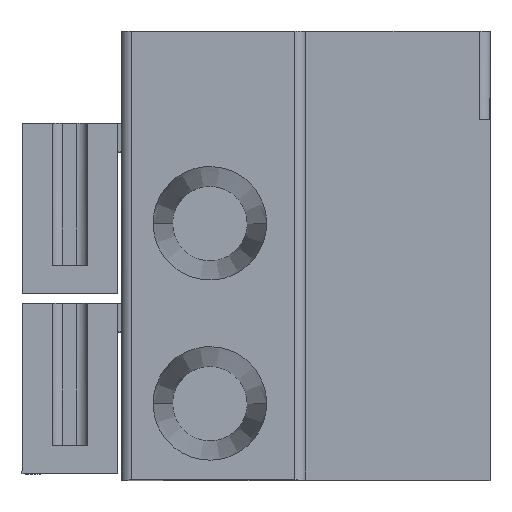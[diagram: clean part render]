
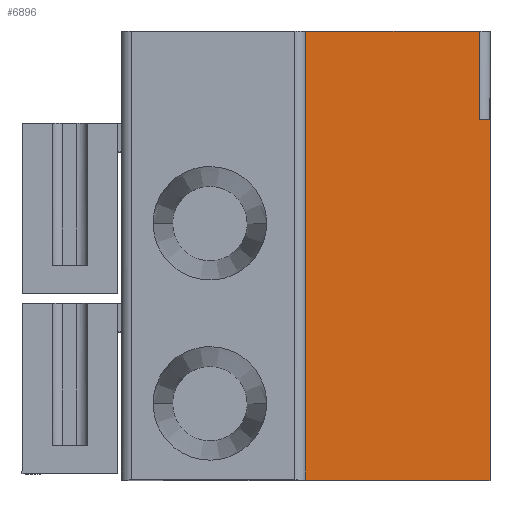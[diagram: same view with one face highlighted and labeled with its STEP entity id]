
A CAD part, top view. The second image highlights one B-rep face of the part: STEP entity #6896.
In plain terms, the highlighted planar face has unit normal (0, 0, 1).
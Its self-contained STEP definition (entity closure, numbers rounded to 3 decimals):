
#140 = CARTESIAN_POINT ( 'NONE',  ( 5.2, 5., 6.8 ) ) ;
#489 = ORIENTED_EDGE ( 'NONE', *, *, #4249, .T. ) ;
#553 = PLANE ( 'NONE',  #5228 ) ;
#664 = EDGE_LOOP ( 'NONE', ( #7300, #5533, #5449, #489, #2751, #7191 ) ) ;
#869 = DIRECTION ( 'NONE',  ( 0., -1., 0. ) ) ;
#885 = LINE ( 'NONE', #5149, #1570 ) ;
#1166 = VECTOR ( 'NONE', #3257, 1000. ) ;
#1557 = VECTOR ( 'NONE', #6234, 1000. ) ;
#1570 = VECTOR ( 'NONE', #7682, 1000. ) ;
#1729 = VERTEX_POINT ( 'NONE', #140 ) ;
#1745 = DIRECTION ( 'NONE',  ( 0., 0., 1. ) ) ;
#2095 = VECTOR ( 'NONE', #869, 1000. ) ;
#2170 = CARTESIAN_POINT ( 'NONE',  ( 4.9, 7.5, 6.8 ) ) ;
#2405 = EDGE_CURVE ( 'NONE', #1729, #4824, #5453, .T. ) ;
#2446 = VERTEX_POINT ( 'NONE', #7200 ) ;
#2646 = EDGE_CURVE ( 'NONE', #1729, #3585, #3071, .T. ) ;
#2751 = ORIENTED_EDGE ( 'NONE', *, *, #6576, .T. ) ;
#2824 = CARTESIAN_POINT ( 'NONE',  ( 0., -5.16, 6.8 ) ) ;
#3071 = LINE ( 'NONE', #5574, #3971 ) ;
#3122 = VECTOR ( 'NONE', #7351, 1000. ) ;
#3257 = DIRECTION ( 'NONE',  ( -1., 0., 0. ) ) ;
#3585 = VERTEX_POINT ( 'NONE', #5059 ) ;
#3688 = DIRECTION ( 'NONE',  ( -1., 0., 0. ) ) ;
#3943 = VERTEX_POINT ( 'NONE', #2170 ) ;
#3971 = VECTOR ( 'NONE', #3688, 1000. ) ;
#3996 = LINE ( 'NONE', #6207, #1557 ) ;
#4249 = EDGE_CURVE ( 'NONE', #3585, #3943, #885, .T. ) ;
#4262 = DIRECTION ( 'NONE',  ( 1., 0., 0. ) ) ;
#4799 = EDGE_CURVE ( 'NONE', #7534, #2446, #3996, .T. ) ;
#4824 = VERTEX_POINT ( 'NONE', #6688 ) ;
#4878 = FACE_OUTER_BOUND ( 'NONE', #664, .T. ) ;
#5059 = CARTESIAN_POINT ( 'NONE',  ( 4.9, 5., 6.8 ) ) ;
#5149 = CARTESIAN_POINT ( 'NONE',  ( 4.9, 0., 6.8 ) ) ;
#5228 = AXIS2_PLACEMENT_3D ( 'NONE', #5572, #1745, #4262 ) ;
#5250 = CARTESIAN_POINT ( 'NONE',  ( 0., 7.5, 6.8 ) ) ;
#5297 = LINE ( 'NONE', #5250, #1166 ) ;
#5449 = ORIENTED_EDGE ( 'NONE', *, *, #2646, .T. ) ;
#5453 = LINE ( 'NONE', #6523, #2095 ) ;
#5533 = ORIENTED_EDGE ( 'NONE', *, *, #2405, .F. ) ;
#5572 = CARTESIAN_POINT ( 'NONE',  ( 0., 0., 6.8 ) ) ;
#5574 = CARTESIAN_POINT ( 'NONE',  ( 0., 5., 6.8 ) ) ;
#6101 = LINE ( 'NONE', #2824, #3122 ) ;
#6207 = CARTESIAN_POINT ( 'NONE',  ( 0., 0., 6.8 ) ) ;
#6230 = EDGE_CURVE ( 'NONE', #2446, #4824, #6101, .T. ) ;
#6234 = DIRECTION ( 'NONE',  ( 0., -1., 0. ) ) ;
#6523 = CARTESIAN_POINT ( 'NONE',  ( 5.2, 0., 6.8 ) ) ;
#6576 = EDGE_CURVE ( 'NONE', #3943, #7534, #5297, .T. ) ;
#6688 = CARTESIAN_POINT ( 'NONE',  ( 5.2, -5.16, 6.8 ) ) ;
#6774 = CARTESIAN_POINT ( 'NONE',  ( 0., 7.5, 6.8 ) ) ;
#6896 = ADVANCED_FACE ( '3585', ( #4878 ), #553, .T. ) ;
#7191 = ORIENTED_EDGE ( 'NONE', *, *, #4799, .T. ) ;
#7200 = CARTESIAN_POINT ( 'NONE',  ( 0., -5.16, 6.8 ) ) ;
#7300 = ORIENTED_EDGE ( 'NONE', *, *, #6230, .T. ) ;
#7351 = DIRECTION ( 'NONE',  ( 1., 0., 0. ) ) ;
#7534 = VERTEX_POINT ( 'NONE', #6774 ) ;
#7682 = DIRECTION ( 'NONE',  ( 0., 1., 0. ) ) ;
